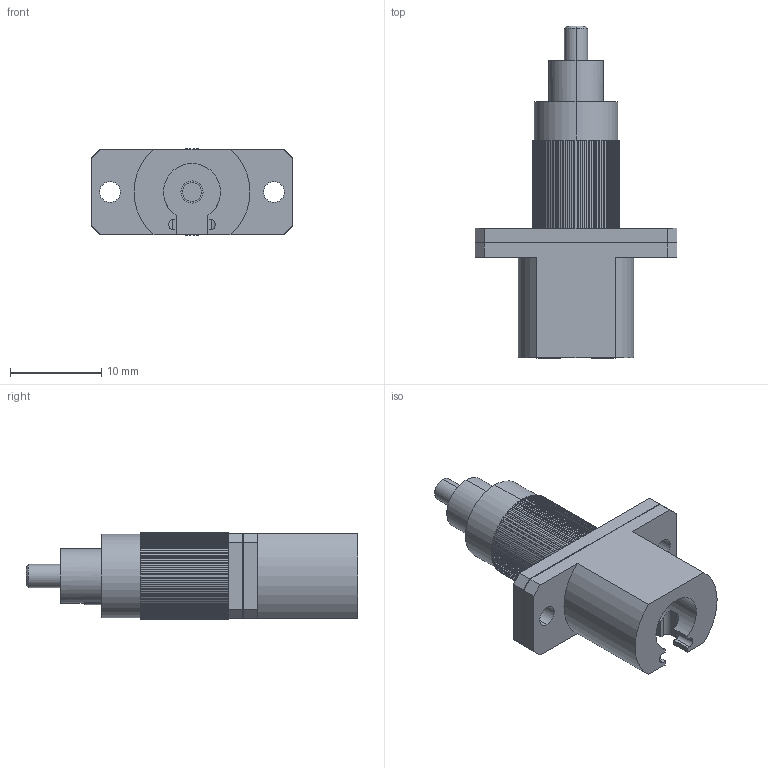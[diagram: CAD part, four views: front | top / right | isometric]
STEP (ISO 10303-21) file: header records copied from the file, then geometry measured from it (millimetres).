
FILE_DESCRIPTION (( 'STEP AP214' ), '1' );
FILE_NAME ('FOA-SM-FCMLCF_3D.STEP', '2020-08-03T19:35:38', ( '' ), ( '' ), 'SwSTEP 2.0', 'SolidWorks 2018', '' );
FILE_SCHEMA (( 'AUTOMOTIVE_DESIGN' ));
Length unit declared in the file: inch
Products named in the file (1): FOA-SM-FCMLCF_3D
Bounding box: 22.1 x 36.35 x 9.52 mm (x, y, z)
Volume: 2246.6 mm3; surface area: 2403.5 mm2
Topology: 1 solids, 1 shells, 420 faces, 1183 edges, 772 vertices
Faces by surface type: plane 315, cylinder 103, cone 2
Entity records: 14579 total; most frequent: CARTESIAN_POINT 2440, ORIENTED_EDGE 2366, DIRECTION 2227, EDGE_CURVE 1183, VECTOR 965, LINE 965, VERTEX_POINT 772, AXIS2_PLACEMENT_3D 631
